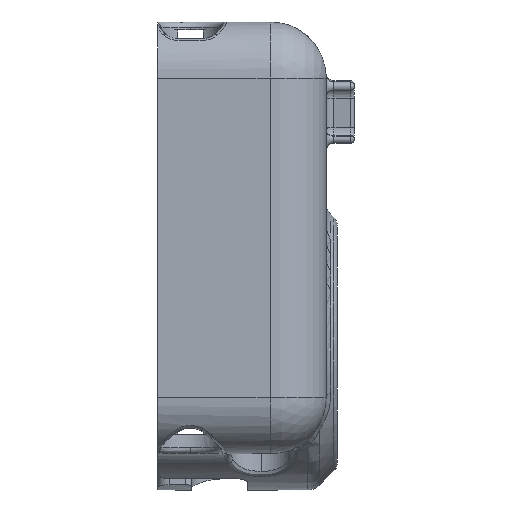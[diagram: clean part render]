
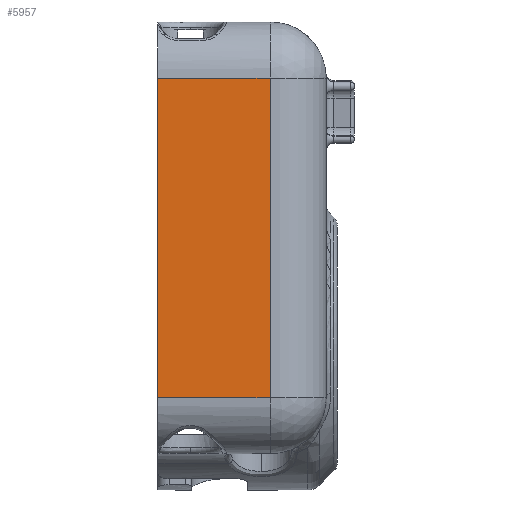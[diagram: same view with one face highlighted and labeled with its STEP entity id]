
A CAD part, left-side view. The second image highlights one B-rep face of the part: STEP entity #5957.
In plain terms, the highlighted planar face has unit normal (-1, 0, 0).
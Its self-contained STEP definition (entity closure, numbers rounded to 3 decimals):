
#745 = CARTESIAN_POINT ( 'NONE',  ( -19.3, 16., -4.75 ) ) ;
#906 = DIRECTION ( 'NONE',  ( 0., 0., -1. ) ) ;
#1346 = ORIENTED_EDGE ( 'NONE', *, *, #11546, .T. ) ;
#3216 = LINE ( 'NONE', #13168, #13245 ) ;
#3328 = ORIENTED_EDGE ( 'NONE', *, *, #12773, .T. ) ;
#3710 = VECTOR ( 'NONE', #11492, 1000. ) ;
#4111 = DIRECTION ( 'NONE',  ( 0., 1., 0. ) ) ;
#4145 = EDGE_LOOP ( 'NONE', ( #3328, #1346, #6158, #11468 ) ) ;
#5099 = CARTESIAN_POINT ( 'NONE',  ( -19.3, 6., -4.75 ) ) ;
#5879 = VECTOR ( 'NONE', #8975, 1000. ) ;
#5957 = ADVANCED_FACE ( 'NONE', ( #6117 ), #15905, .F. ) ;
#6117 = FACE_OUTER_BOUND ( 'NONE', #4145, .T. ) ;
#6158 = ORIENTED_EDGE ( 'NONE', *, *, #15809, .T. ) ;
#6393 = VERTEX_POINT ( 'NONE', #10335 ) ;
#7639 = LINE ( 'NONE', #12693, #5879 ) ;
#8000 = EDGE_CURVE ( 'NONE', #9979, #12732, #7639, .T. ) ;
#8924 = LINE ( 'NONE', #9249, #3710 ) ;
#8975 = DIRECTION ( 'NONE',  ( 0., 0., 1. ) ) ;
#9095 = LINE ( 'NONE', #12895, #11527 ) ;
#9249 = CARTESIAN_POINT ( 'NONE',  ( -19.3, 16., -4.75 ) ) ;
#9979 = VERTEX_POINT ( 'NONE', #745 ) ;
#10335 = CARTESIAN_POINT ( 'NONE',  ( -19.3, 6., 23.75 ) ) ;
#11468 = ORIENTED_EDGE ( 'NONE', *, *, #8000, .F. ) ;
#11492 = DIRECTION ( 'NONE',  ( 0., -1., 0. ) ) ;
#11527 = VECTOR ( 'NONE', #4111, 1000. ) ;
#11546 = EDGE_CURVE ( 'NONE', #15628, #6393, #3216, .T. ) ;
#12479 = AXIS2_PLACEMENT_3D ( 'NONE', #13504, #16238, #906 ) ;
#12693 = CARTESIAN_POINT ( 'NONE',  ( -19.3, 16., -9.75 ) ) ;
#12732 = VERTEX_POINT ( 'NONE', #12804 ) ;
#12773 = EDGE_CURVE ( 'NONE', #9979, #15628, #8924, .T. ) ;
#12804 = CARTESIAN_POINT ( 'NONE',  ( -19.3, 16., 23.75 ) ) ;
#12895 = CARTESIAN_POINT ( 'NONE',  ( -19.3, 16., 23.75 ) ) ;
#13168 = CARTESIAN_POINT ( 'NONE',  ( -19.3, 6., 23.75 ) ) ;
#13245 = VECTOR ( 'NONE', #15890, 1000. ) ;
#13504 = CARTESIAN_POINT ( 'NONE',  ( -19.3, 16., -9.75 ) ) ;
#15628 = VERTEX_POINT ( 'NONE', #5099 ) ;
#15809 = EDGE_CURVE ( 'NONE', #6393, #12732, #9095, .T. ) ;
#15890 = DIRECTION ( 'NONE',  ( 0., 0., 1. ) ) ;
#15905 = PLANE ( 'NONE',  #12479 ) ;
#16238 = DIRECTION ( 'NONE',  ( 1., 0., 0. ) ) ;
